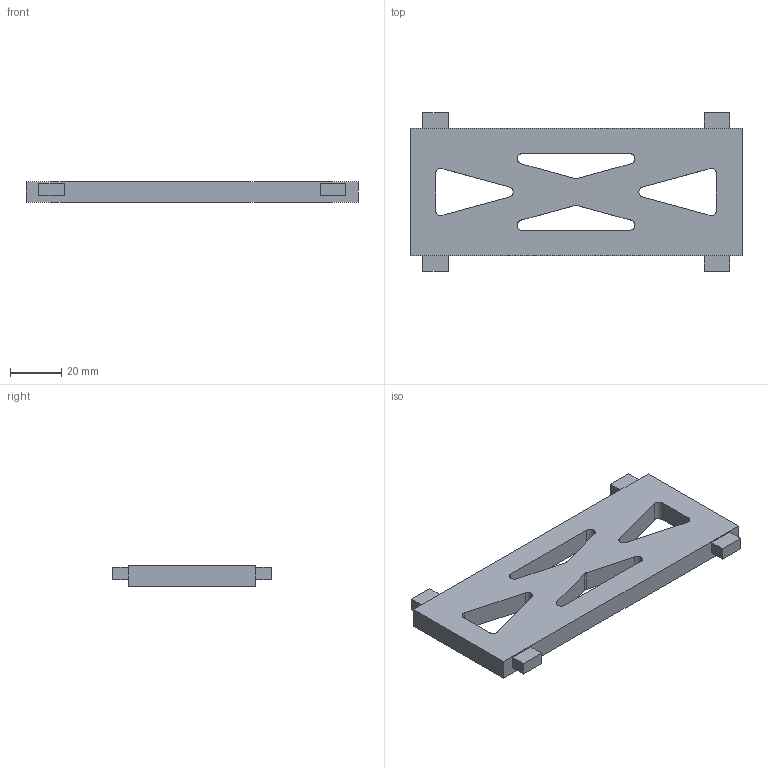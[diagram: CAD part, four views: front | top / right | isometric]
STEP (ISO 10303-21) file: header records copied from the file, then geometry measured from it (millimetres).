
FILE_DESCRIPTION (( 'STEP AP203' ), '1' );
FILE_NAME ('Side Support.STEP', '2024-09-27T15:42:21', ( '' ), ( '' ), 'SwSTEP 2.0', 'SolidWorks 2023', '' );
FILE_SCHEMA (( 'CONFIG_CONTROL_DESIGN' ));
Length unit declared in the file: millimetre
Products named in the file (1): Side Support
Bounding box: 130 x 62 x 8 mm (x, y, z)
Volume: 42864.7 mm3; surface area: 16896.8 mm2
Topology: 1 solids, 1 shells, 53 faces, 141 edges, 94 vertices
Faces by surface type: plane 38, cylinder 15
Entity records: 1738 total; most frequent: CARTESIAN_POINT 289, ORIENTED_EDGE 282, DIRECTION 279, EDGE_CURVE 141, LINE 111, VECTOR 111, VERTEX_POINT 94, AXIS2_PLACEMENT_3D 84
